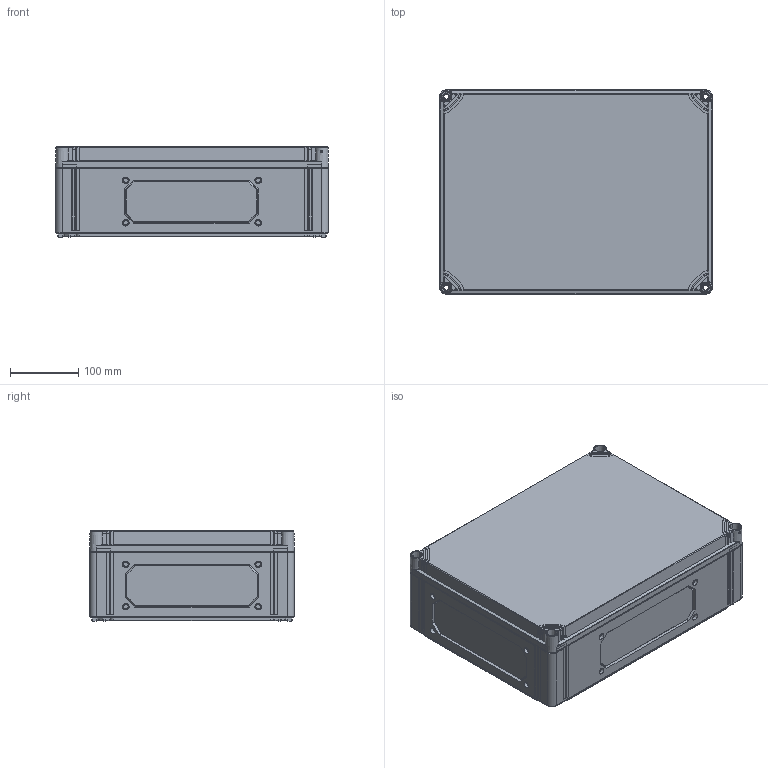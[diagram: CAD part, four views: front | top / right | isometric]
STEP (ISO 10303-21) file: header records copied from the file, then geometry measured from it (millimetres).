
FILE_DESCRIPTION((''),'2;1');
FILE_NAME('CPCF304013T_ASM','2008-12-29T',('pasi_koskela'),(''),'PRO/ENGINEER BY PARAMETRIC TECHNOLOGY CORPORATION, 2008250','PRO/ENGINEER BY PARAMETRIC TECHNOLOGY CORPORATION, 2008250','');
FILE_SCHEMA(('AUTOMOTIVE_DESIGN_CC2 { 1 2 10303 214 -1 1 5 2 }'));
Products named in the file (3): CPCF304010B; OPCT304003L; CPCF304013T_ASM
Assembly tree (2 placements, depth 2):
  CPCF304013T_ASM
    CPCF304010B
    OPCT304003L
Bounding box: 400 x 300 x 132 mm (x, y, z)
Volume: 1685289.7 mm3; surface area: 962449.8 mm2
Topology: 2 solids, 2 shells, 2745 faces, 6915 edges, 4332 vertices
Faces by surface type: plane 1288, cone 654, cylinder 479, torus 302, bspline 20, sphere 2
Entity records: 105260 total; most frequent: CARTESIAN_POINT 18143, DIRECTION 13871, ORIENTED_EDGE 13826, PRESENTATION_STYLE_ASSIGNMENT 6915, STYLED_ITEM 6915, CURVE_STYLE 6913, EDGE_CURVE 6913, AXIS2_PLACEMENT_3D 4972
